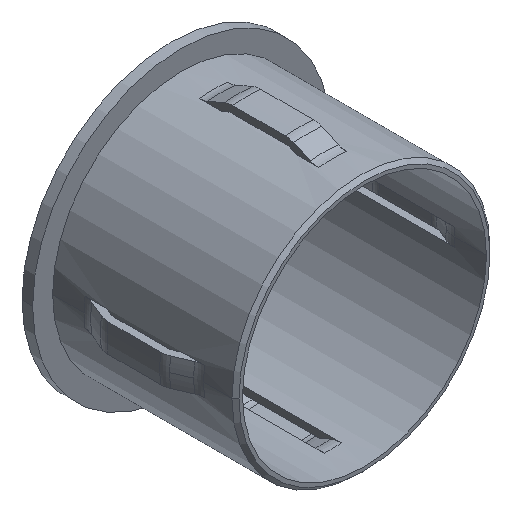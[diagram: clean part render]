
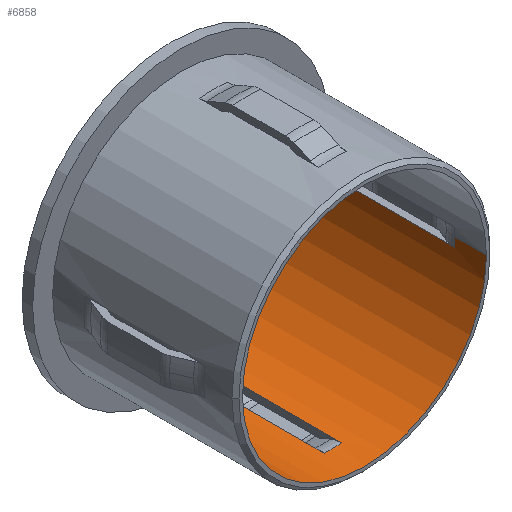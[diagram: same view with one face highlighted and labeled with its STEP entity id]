
A CAD part, isometric view. The second image highlights one B-rep face of the part: STEP entity #6858.
In plain terms, the highlighted cylindrical face has radius 17.35 mm (diameter 34.7 mm), a partial arc.
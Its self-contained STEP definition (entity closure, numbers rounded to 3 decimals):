
#83 = ORIENTED_EDGE ( 'NONE', *, *, #15260, .T. ) ;
#98 = DIRECTION ( 'NONE',  ( 1., 0., 0. ) ) ;
#230 = LINE ( 'NONE', #4354, #8405 ) ;
#296 = CARTESIAN_POINT ( 'NONE',  ( -17.305, 50.123, -1.25 ) ) ;
#438 = ORIENTED_EDGE ( 'NONE', *, *, #8969, .T. ) ;
#502 = LINE ( 'NONE', #10021, #12272 ) ;
#552 = CARTESIAN_POINT ( 'NONE',  ( 17.305, 4.5, -1.25 ) ) ;
#815 = DIRECTION ( 'NONE',  ( 1., 0., 0. ) ) ;
#981 = FACE_BOUND ( 'NONE', #6844, .T. ) ;
#1147 = CARTESIAN_POINT ( 'NONE',  ( -17.35, 21.5, 0. ) ) ;
#1197 = ORIENTED_EDGE ( 'NONE', *, *, #14126, .F. ) ;
#1378 = ORIENTED_EDGE ( 'NONE', *, *, #7735, .F. ) ;
#1602 = VERTEX_POINT ( 'NONE', #15372 ) ;
#1617 = CARTESIAN_POINT ( 'NONE',  ( -1.25, 21.5, -17.305 ) ) ;
#1860 = CARTESIAN_POINT ( 'NONE',  ( 17.35, 0., 0. ) ) ;
#2128 = DIRECTION ( 'NONE',  ( 1., 0., 0. ) ) ;
#2329 = CIRCLE ( 'NONE', #4084, 17.35 ) ;
#2420 = ORIENTED_EDGE ( 'NONE', *, *, #14907, .F. ) ;
#2440 = LINE ( 'NONE', #6687, #12294 ) ;
#2452 = DIRECTION ( 'NONE',  ( 1., 0., 0. ) ) ;
#2651 = DIRECTION ( 'NONE',  ( 1., 0., 0. ) ) ;
#2663 = ORIENTED_EDGE ( 'NONE', *, *, #4121, .T. ) ;
#2725 = DIRECTION ( 'NONE',  ( 1., 0., 0. ) ) ;
#2777 = CARTESIAN_POINT ( 'NONE',  ( 0., 0., 0. ) ) ;
#2900 = VERTEX_POINT ( 'NONE', #5163 ) ;
#3367 = CARTESIAN_POINT ( 'NONE',  ( -17.35, 32., 0. ) ) ;
#3396 = VECTOR ( 'NONE', #13677, 1000. ) ;
#3471 = CARTESIAN_POINT ( 'NONE',  ( 17.35, 21.5, 0. ) ) ;
#3651 = CIRCLE ( 'NONE', #9780, 17.35 ) ;
#3699 = LINE ( 'NONE', #296, #6556 ) ;
#3795 = EDGE_LOOP ( 'NONE', ( #5020, #15548, #8472, #10500, #2420, #13742, #8270, #8706, #1197, #10762, #438, #1378 ) ) ;
#3961 = DIRECTION ( 'NONE',  ( 0., -1., 0. ) ) ;
#4044 = EDGE_CURVE ( 'NONE', #7183, #6619, #13838, .T. ) ;
#4084 = AXIS2_PLACEMENT_3D ( 'NONE', #9847, #4870, #12270 ) ;
#4121 = EDGE_CURVE ( 'NONE', #9610, #13726, #2440, .T. ) ;
#4309 = CARTESIAN_POINT ( 'NONE',  ( -17.305, 21.5, -1.25 ) ) ;
#4341 = DIRECTION ( 'NONE',  ( 0., -1., 0. ) ) ;
#4354 = CARTESIAN_POINT ( 'NONE',  ( -1.25, 50.123, -17.305 ) ) ;
#4403 = CARTESIAN_POINT ( 'NONE',  ( 17.35, 32., 0. ) ) ;
#4468 = CARTESIAN_POINT ( 'NONE',  ( 0., 4.5, 0. ) ) ;
#4504 = AXIS2_PLACEMENT_3D ( 'NONE', #7268, #13303, #98 ) ;
#4516 = DIRECTION ( 'NONE',  ( 0., -1., 0. ) ) ;
#4870 = DIRECTION ( 'NONE',  ( 0., -1., 0. ) ) ;
#5020 = ORIENTED_EDGE ( 'NONE', *, *, #7636, .F. ) ;
#5111 = DIRECTION ( 'NONE',  ( 0., -1., 0. ) ) ;
#5139 = VERTEX_POINT ( 'NONE', #5270 ) ;
#5144 = AXIS2_PLACEMENT_3D ( 'NONE', #4468, #4516, #9192 ) ;
#5163 = CARTESIAN_POINT ( 'NONE',  ( 17.35, 26.661, 0. ) ) ;
#5270 = CARTESIAN_POINT ( 'NONE',  ( 17.305, 21.5, -1.25 ) ) ;
#5757 = LINE ( 'NONE', #6518, #7672 ) ;
#5795 = VERTEX_POINT ( 'NONE', #4309 ) ;
#6080 = CYLINDRICAL_SURFACE ( 'NONE', #9467, 17.35 ) ;
#6197 = CARTESIAN_POINT ( 'NONE',  ( -17.35, 4.5, 0. ) ) ;
#6230 = CARTESIAN_POINT ( 'NONE',  ( -17.35, 32., 0. ) ) ;
#6324 = CARTESIAN_POINT ( 'NONE',  ( 0., 26.661, 0. ) ) ;
#6518 = CARTESIAN_POINT ( 'NONE',  ( 17.305, 50.123, -1.25 ) ) ;
#6555 = CARTESIAN_POINT ( 'NONE',  ( 1.25, 21.5, -17.305 ) ) ;
#6556 = VECTOR ( 'NONE', #3961, 1000. ) ;
#6619 = VERTEX_POINT ( 'NONE', #1147 ) ;
#6627 = EDGE_CURVE ( 'NONE', #6834, #15673, #502, .T. ) ;
#6687 = CARTESIAN_POINT ( 'NONE',  ( 1.25, 50.123, -17.305 ) ) ;
#6725 = CARTESIAN_POINT ( 'NONE',  ( 17.35, 4.5, 0. ) ) ;
#6834 = VERTEX_POINT ( 'NONE', #6725 ) ;
#6844 = EDGE_LOOP ( 'NONE', ( #11711, #6887, #83, #2663 ) ) ;
#6858 = ADVANCED_FACE ( 'NONE', ( #981, #10279 ), #6080, .F. ) ;
#6885 = AXIS2_PLACEMENT_3D ( 'NONE', #9793, #9431, #2128 ) ;
#6887 = ORIENTED_EDGE ( 'NONE', *, *, #10039, .F. ) ;
#7183 = VERTEX_POINT ( 'NONE', #8988 ) ;
#7268 = CARTESIAN_POINT ( 'NONE',  ( 0., 21.5, 0. ) ) ;
#7355 = CARTESIAN_POINT ( 'NONE',  ( 0., 4.5, 0. ) ) ;
#7636 = EDGE_CURVE ( 'NONE', #7183, #2900, #12416, .T. ) ;
#7672 = VECTOR ( 'NONE', #8953, 1000. ) ;
#7703 = LINE ( 'NONE', #3367, #13752 ) ;
#7735 = EDGE_CURVE ( 'NONE', #2900, #12716, #13555, .T. ) ;
#7949 = AXIS2_PLACEMENT_3D ( 'NONE', #6324, #13622, #2651 ) ;
#8057 = CARTESIAN_POINT ( 'NONE',  ( 0., 32., 0. ) ) ;
#8270 = ORIENTED_EDGE ( 'NONE', *, *, #9449, .T. ) ;
#8405 = VECTOR ( 'NONE', #12829, 1000. ) ;
#8430 = CARTESIAN_POINT ( 'NONE',  ( 1.25, 4.5, -17.305 ) ) ;
#8472 = ORIENTED_EDGE ( 'NONE', *, *, #14194, .T. ) ;
#8706 = ORIENTED_EDGE ( 'NONE', *, *, #6627, .F. ) ;
#8953 = DIRECTION ( 'NONE',  ( 0., -1., 0. ) ) ;
#8969 = EDGE_CURVE ( 'NONE', #5139, #12716, #11246, .T. ) ;
#8988 = CARTESIAN_POINT ( 'NONE',  ( -17.35, 26.661, 0. ) ) ;
#9087 = VERTEX_POINT ( 'NONE', #552 ) ;
#9133 = EDGE_CURVE ( 'NONE', #5139, #9087, #5757, .T. ) ;
#9192 = DIRECTION ( 'NONE',  ( 1., 0., 0. ) ) ;
#9329 = EDGE_CURVE ( 'NONE', #12986, #13726, #2329, .T. ) ;
#9394 = CIRCLE ( 'NONE', #5144, 17.35 ) ;
#9431 = DIRECTION ( 'NONE',  ( 0., -1., 0. ) ) ;
#9449 = EDGE_CURVE ( 'NONE', #1602, #15673, #3651, .T. ) ;
#9467 = AXIS2_PLACEMENT_3D ( 'NONE', #8057, #4341, #815 ) ;
#9610 = VERTEX_POINT ( 'NONE', #6555 ) ;
#9780 = AXIS2_PLACEMENT_3D ( 'NONE', #2777, #5111, #2725 ) ;
#9793 = CARTESIAN_POINT ( 'NONE',  ( 0., 21.5, 0. ) ) ;
#9847 = CARTESIAN_POINT ( 'NONE',  ( 0., 4.5, 0. ) ) ;
#9988 = CIRCLE ( 'NONE', #15520, 17.35 ) ;
#10021 = CARTESIAN_POINT ( 'NONE',  ( 17.35, 32., 0. ) ) ;
#10039 = EDGE_CURVE ( 'NONE', #15200, #12986, #230, .T. ) ;
#10279 = FACE_OUTER_BOUND ( 'NONE', #3795, .T. ) ;
#10500 = ORIENTED_EDGE ( 'NONE', *, *, #11529, .T. ) ;
#10533 = AXIS2_PLACEMENT_3D ( 'NONE', #13877, #15128, #11583 ) ;
#10762 = ORIENTED_EDGE ( 'NONE', *, *, #9133, .F. ) ;
#10807 = VERTEX_POINT ( 'NONE', #11545 ) ;
#10889 = VECTOR ( 'NONE', #15338, 1000. ) ;
#11246 = CIRCLE ( 'NONE', #4504, 17.35 ) ;
#11266 = VERTEX_POINT ( 'NONE', #6197 ) ;
#11529 = EDGE_CURVE ( 'NONE', #5795, #10807, #3699, .T. ) ;
#11545 = CARTESIAN_POINT ( 'NONE',  ( -17.305, 4.5, -1.25 ) ) ;
#11583 = DIRECTION ( 'NONE',  ( 1., 0., 0. ) ) ;
#11711 = ORIENTED_EDGE ( 'NONE', *, *, #9329, .F. ) ;
#12057 = EDGE_CURVE ( 'NONE', #11266, #1602, #7703, .T. ) ;
#12069 = DIRECTION ( 'NONE',  ( 0., -1., 0. ) ) ;
#12212 = DIRECTION ( 'NONE',  ( 0., -1., 0. ) ) ;
#12270 = DIRECTION ( 'NONE',  ( 1., 0., 0. ) ) ;
#12272 = VECTOR ( 'NONE', #13607, 1000. ) ;
#12294 = VECTOR ( 'NONE', #15186, 1000. ) ;
#12416 = CIRCLE ( 'NONE', #7949, 17.35 ) ;
#12433 = CIRCLE ( 'NONE', #6885, 17.35 ) ;
#12566 = CIRCLE ( 'NONE', #10533, 17.35 ) ;
#12716 = VERTEX_POINT ( 'NONE', #3471 ) ;
#12829 = DIRECTION ( 'NONE',  ( 0., -1., 0. ) ) ;
#12986 = VERTEX_POINT ( 'NONE', #14983 ) ;
#13303 = DIRECTION ( 'NONE',  ( 0., -1., 0. ) ) ;
#13555 = LINE ( 'NONE', #4403, #10889 ) ;
#13607 = DIRECTION ( 'NONE',  ( 0., -1., 0. ) ) ;
#13622 = DIRECTION ( 'NONE',  ( 0., -1., 0. ) ) ;
#13677 = DIRECTION ( 'NONE',  ( 0., -1., 0. ) ) ;
#13726 = VERTEX_POINT ( 'NONE', #8430 ) ;
#13742 = ORIENTED_EDGE ( 'NONE', *, *, #12057, .T. ) ;
#13752 = VECTOR ( 'NONE', #12069, 1000. ) ;
#13838 = LINE ( 'NONE', #6230, #3396 ) ;
#13877 = CARTESIAN_POINT ( 'NONE',  ( 0., 21.5, 0. ) ) ;
#14126 = EDGE_CURVE ( 'NONE', #9087, #6834, #9988, .T. ) ;
#14194 = EDGE_CURVE ( 'NONE', #6619, #5795, #12433, .T. ) ;
#14907 = EDGE_CURVE ( 'NONE', #11266, #10807, #9394, .T. ) ;
#14983 = CARTESIAN_POINT ( 'NONE',  ( -1.25, 4.5, -17.305 ) ) ;
#15128 = DIRECTION ( 'NONE',  ( 0., -1., 0. ) ) ;
#15186 = DIRECTION ( 'NONE',  ( 0., -1., 0. ) ) ;
#15200 = VERTEX_POINT ( 'NONE', #1617 ) ;
#15260 = EDGE_CURVE ( 'NONE', #15200, #9610, #12566, .T. ) ;
#15338 = DIRECTION ( 'NONE',  ( 0., -1., 0. ) ) ;
#15372 = CARTESIAN_POINT ( 'NONE',  ( -17.35, 0., 0. ) ) ;
#15520 = AXIS2_PLACEMENT_3D ( 'NONE', #7355, #12212, #2452 ) ;
#15548 = ORIENTED_EDGE ( 'NONE', *, *, #4044, .T. ) ;
#15673 = VERTEX_POINT ( 'NONE', #1860 ) ;
